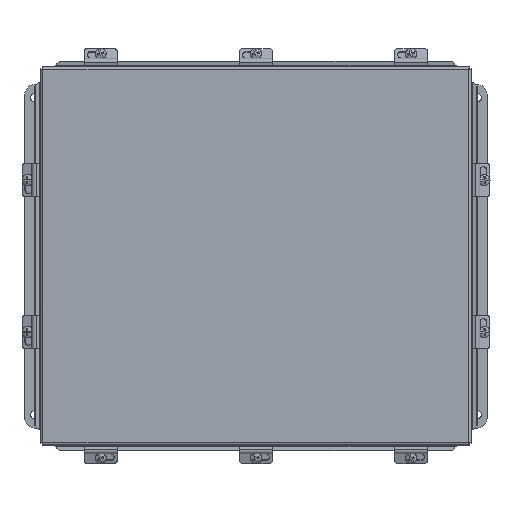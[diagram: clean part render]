
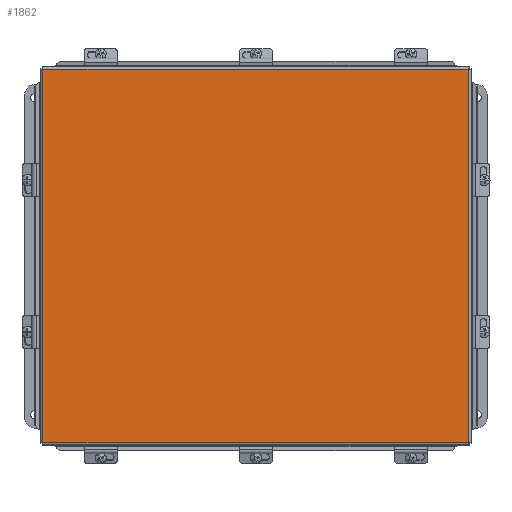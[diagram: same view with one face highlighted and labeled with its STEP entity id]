
A CAD part, top view. The second image highlights one B-rep face of the part: STEP entity #1862.
In plain terms, the highlighted face is planar.
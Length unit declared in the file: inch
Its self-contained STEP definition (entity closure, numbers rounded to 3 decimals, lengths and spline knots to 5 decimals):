
#240 = CARTESIAN_POINT ( 'NONE',  ( 14.21625, 16.21625, 0. ) ) ;
#616 = LINE ( 'NONE', #12260, #5747 ) ;
#1662 = EDGE_CURVE ( 'NONE', #6555, #7535, #6355, .T. ) ;
#1862 = ADVANCED_FACE ( 'NONE', ( #2169 ), #9553, .F. ) ;
#2039 = AXIS2_PLACEMENT_3D ( 'NONE', #8554, #8522, #8504 ) ;
#2169 = FACE_OUTER_BOUND ( 'NONE', #3468, .T. ) ;
#3468 = EDGE_LOOP ( 'NONE', ( #11727, #5502, #8230, #4675 ) ) ;
#3961 = VECTOR ( 'NONE', #5657, 39.37008 ) ;
#4675 = ORIENTED_EDGE ( 'NONE', *, *, #9566, .T. ) ;
#4761 = CARTESIAN_POINT ( 'NONE',  ( 0.09375, 16.21625, 0. ) ) ;
#5502 = ORIENTED_EDGE ( 'NONE', *, *, #11287, .T. ) ;
#5657 = DIRECTION ( 'NONE',  ( 1., 0., 0. ) ) ;
#5727 = CARTESIAN_POINT ( 'NONE',  ( 0.09375, 16.21625, 0. ) ) ;
#5747 = VECTOR ( 'NONE', #12514, 39.37008 ) ;
#5936 = VECTOR ( 'NONE', #13024, 39.37008 ) ;
#6235 = CARTESIAN_POINT ( 'NONE',  ( 0.09375, 0.09375, 0. ) ) ;
#6299 = VECTOR ( 'NONE', #10441, 39.37008 ) ;
#6355 = LINE ( 'NONE', #240, #5936 ) ;
#6555 = VERTEX_POINT ( 'NONE', #7761 ) ;
#6806 = LINE ( 'NONE', #5727, #3961 ) ;
#7324 = EDGE_CURVE ( 'NONE', #7965, #9892, #616, .T. ) ;
#7535 = VERTEX_POINT ( 'NONE', #10201 ) ;
#7761 = CARTESIAN_POINT ( 'NONE',  ( 14.21625, 16.21625, 0. ) ) ;
#7965 = VERTEX_POINT ( 'NONE', #6235 ) ;
#8230 = ORIENTED_EDGE ( 'NONE', *, *, #7324, .T. ) ;
#8504 = DIRECTION ( 'NONE',  ( 1., 0., 0. ) ) ;
#8522 = DIRECTION ( 'NONE',  ( 0., 0., 1. ) ) ;
#8554 = CARTESIAN_POINT ( 'NONE',  ( 7.155, 8.155, 0. ) ) ;
#9553 = PLANE ( 'NONE',  #2039 ) ;
#9566 = EDGE_CURVE ( 'NONE', #9892, #6555, #6806, .T. ) ;
#9892 = VERTEX_POINT ( 'NONE', #4761 ) ;
#10201 = CARTESIAN_POINT ( 'NONE',  ( 14.21625, 0.09375, 0. ) ) ;
#10441 = DIRECTION ( 'NONE',  ( -1., 0., 0. ) ) ;
#10473 = CARTESIAN_POINT ( 'NONE',  ( 14.21625, 0.09375, 0. ) ) ;
#11287 = EDGE_CURVE ( 'NONE', #7535, #7965, #12380, .T. ) ;
#11727 = ORIENTED_EDGE ( 'NONE', *, *, #1662, .T. ) ;
#12260 = CARTESIAN_POINT ( 'NONE',  ( 0.09375, 0.09375, 0. ) ) ;
#12380 = LINE ( 'NONE', #10473, #6299 ) ;
#12514 = DIRECTION ( 'NONE',  ( 0., 1., 0. ) ) ;
#13024 = DIRECTION ( 'NONE',  ( 0., -1., 0. ) ) ;
